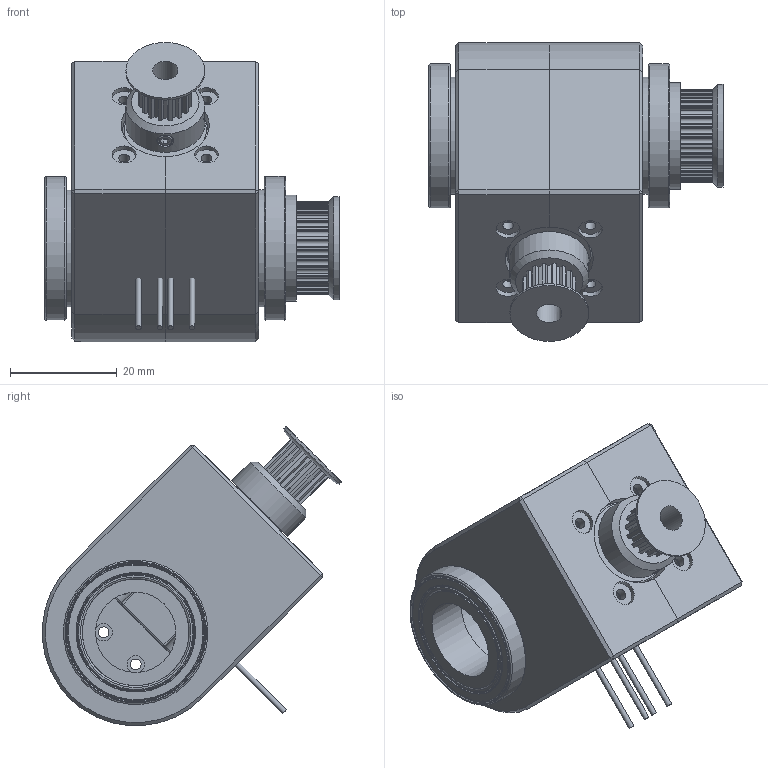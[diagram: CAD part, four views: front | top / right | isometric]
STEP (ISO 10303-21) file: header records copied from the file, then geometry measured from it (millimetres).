
FILE_DESCRIPTION(/* description */ (''),/* implementation_level */ '2;1');
FILE_NAME(/* name */ 'robot_arm_joint_6 v34.step',/* time_stamp */ '2026-04-04T20:12:01+08:00',/* author */ (''),/* organization */ (''),/* preprocessor_version */ 'ST-DEVELOPER v20.1',/* originating_system */ 'Autodesk Translation Framework v14.24.0.0',/* authorisation */ '');
FILE_SCHEMA (('AUTOMOTIVE_DESIGN { 1 0 10303 214 3 1 1 }'));
Length unit declared in the file: millimetre
Products named in the file (7): robot_arm_joint_6; 1375K35_MXL Series Timing Belt Pulley; 8HS11-0204S; joint_6; 4648K324_Permanently Lubricated Stainless Steel Ball Bearing; GT2+Timing+Pulley v7; 91292A013_18-8 Stainless Steel Socket Head Screw
Assembly tree (7 placements, depth 3):
  robot_arm_joint_6
    1375K35_MXL Series Timing Belt Pulley
    8HS11-0204S
    joint_6
      4648K324_Permanently Lubricated Stainless Steel Ball Bearing  x2
      GT2+Timing+Pulley v7
      91292A013_18-8 Stainless Steel Socket Head Screw
Bounding box: 55 x 55.91 x 55.91 mm (x, y, z)
Volume: 38748 mm3; surface area: 29092.3 mm2
Topology: 34 solids, 34 shells, 955 faces, 2368 edges, 1499 vertices
Faces by surface type: cylinder 445, plane 400, cone 53, torus 29, sphere 22, bspline 6
Full cylindrical faces by diameter (mm): 1.012 x1, 1.022 x3, 1.48 x49, 1.6 x4, 2 x60, 2.845 x2, 3 x4, 3.175 x2, 3.25 x8, 3.8 x1, 4 x10, 4.344 x2, 4.5 x4, 4.763 x1, 5.2 x2, 14.732 x2, 15 x1, 16 x1, 19.317 x2, 19.95 x2, 20 x2, 21.75 x8, 22 x2, 25.833 x8, 27 x2
Entity records: 37924 total; most frequent: CARTESIAN_POINT 15870, DIRECTION 4580, ORIENTED_EDGE 4482, EDGE_CURVE 2241, AXIS2_PLACEMENT_3D 1725, VERTEX_POINT 1437, LINE 1130, VECTOR 1130
